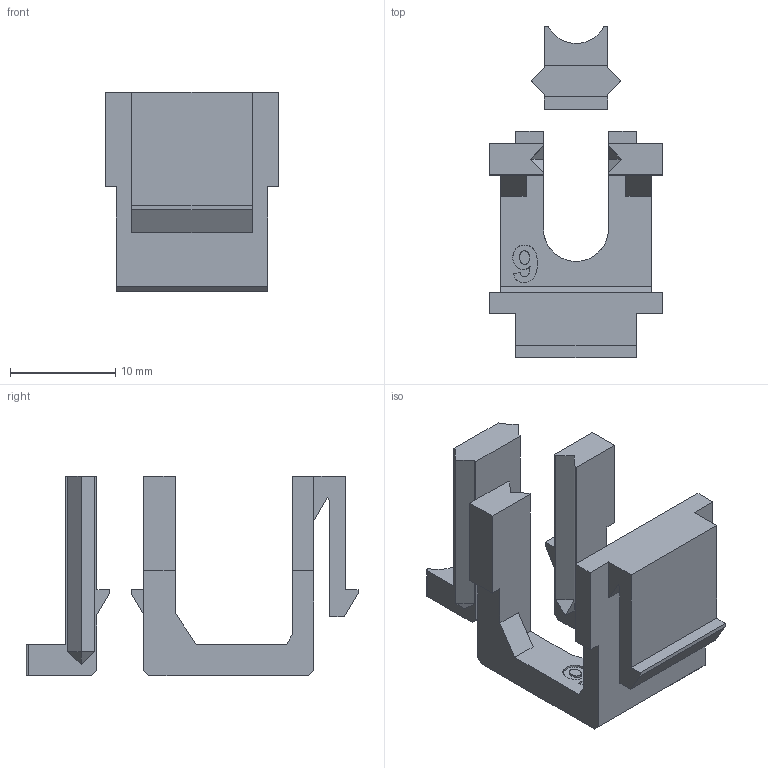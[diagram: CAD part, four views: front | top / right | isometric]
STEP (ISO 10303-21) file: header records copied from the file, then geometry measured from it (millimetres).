
FILE_DESCRIPTION(/* description */ (''),/* implementation_level */ '2;1');
FILE_NAME(/* name */ 'keystone_passthrough_6mm_v2',/* time_stamp */ '2025-08-03T12:02:22+09:00',/* author */ (''),/* organization */ (''),/* preprocessor_version */ 'ST-DEVELOPER v16.5',/* originating_system */ '',/* authorisation */ '');
FILE_SCHEMA (('AUTOMOTIVE_DESIGN'));
Length unit declared in the file: millimetre
Products named in the file (1): Document
Bounding box: 16.5 x 31.6 x 19 mm (x, y, z)
Volume: 2177.7 mm3; surface area: 2565.8 mm2
Topology: 2 solids, 2 shells, 88 faces, 242 edges, 160 vertices
Faces by surface type: plane 76, bspline 12
Entity records: 2662 total; most frequent: CARTESIAN_POINT 1020, ORIENTED_EDGE 484, EDGE_CURVE 242, B_SPLINE_CURVE_WITH_KNOTS 210, VERTEX_POINT 160, EDGE_LOOP 90, ADVANCED_FACE 88, FACE_OUTER_BOUND 88
